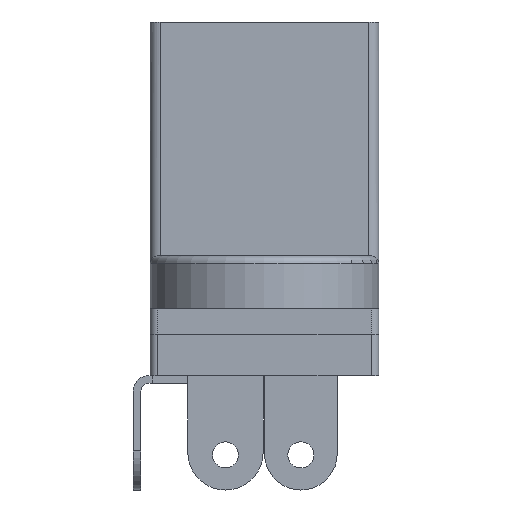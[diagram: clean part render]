
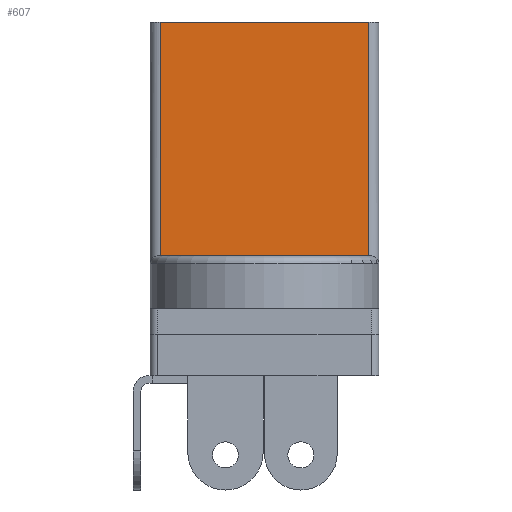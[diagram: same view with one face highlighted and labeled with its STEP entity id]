
A CAD part, front view. The second image highlights one B-rep face of the part: STEP entity #607.
In plain terms, the highlighted planar face has unit normal (0, -1, 0).
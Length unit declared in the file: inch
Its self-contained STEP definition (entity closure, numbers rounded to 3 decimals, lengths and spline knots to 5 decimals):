
#51 = LINE ( 'NONE', #2167, #2582 ) ;
#74 = DIRECTION ( 'NONE',  ( 0., 0., -1. ) ) ;
#170 = CARTESIAN_POINT ( 'NONE',  ( 0.15748, -0.27165, 0.35433 ) ) ;
#435 = CARTESIAN_POINT ( 'NONE',  ( -0.15748, -0.27165, 0.35433 ) ) ;
#530 = VERTEX_POINT ( 'NONE', #2079 ) ;
#541 = ORIENTED_EDGE ( 'NONE', *, *, #1936, .F. ) ;
#563 = VERTEX_POINT ( 'NONE', #170 ) ;
#607 = ADVANCED_FACE ( 'NONE', ( #3403 ), #814, .F. ) ;
#628 = LINE ( 'NONE', #1816, #1523 ) ;
#813 = EDGE_CURVE ( 'NONE', #1784, #1256, #51, .T. ) ;
#814 = PLANE ( 'NONE',  #2943 ) ;
#1192 = DIRECTION ( 'NONE',  ( 0., 0., -1. ) ) ;
#1256 = VERTEX_POINT ( 'NONE', #3337 ) ;
#1350 = EDGE_CURVE ( 'NONE', #530, #563, #2234, .T. ) ;
#1523 = VECTOR ( 'NONE', #74, 39.37008 ) ;
#1784 = VERTEX_POINT ( 'NONE', #2549 ) ;
#1816 = CARTESIAN_POINT ( 'NONE',  ( 0.15748, -0.27165, 0.35433 ) ) ;
#1868 = EDGE_CURVE ( 'NONE', #530, #1784, #2401, .T. ) ;
#1870 = ORIENTED_EDGE ( 'NONE', *, *, #813, .T. ) ;
#1921 = VECTOR ( 'NONE', #3683, 39.37008 ) ;
#1936 = EDGE_CURVE ( 'NONE', #563, #1256, #628, .T. ) ;
#2009 = DIRECTION ( 'NONE',  ( 0., 1., 0. ) ) ;
#2079 = CARTESIAN_POINT ( 'NONE',  ( -0.15748, -0.27165, 0.35433 ) ) ;
#2134 = DIRECTION ( 'NONE',  ( 1., 0., 0. ) ) ;
#2153 = CARTESIAN_POINT ( 'NONE',  ( -0.15748, -0.27165, 0.35433 ) ) ;
#2167 = CARTESIAN_POINT ( 'NONE',  ( -0.15748, -0.27165, 0. ) ) ;
#2234 = LINE ( 'NONE', #3366, #1921 ) ;
#2401 = LINE ( 'NONE', #2153, #2619 ) ;
#2549 = CARTESIAN_POINT ( 'NONE',  ( -0.15748, -0.27165, 0. ) ) ;
#2582 = VECTOR ( 'NONE', #2134, 39.37008 ) ;
#2619 = VECTOR ( 'NONE', #1192, 39.37008 ) ;
#2648 = EDGE_LOOP ( 'NONE', ( #1870, #541, #2671, #3438 ) ) ;
#2671 = ORIENTED_EDGE ( 'NONE', *, *, #1350, .F. ) ;
#2943 = AXIS2_PLACEMENT_3D ( 'NONE', #435, #2009, #3163 ) ;
#3163 = DIRECTION ( 'NONE',  ( 0., 0., 1. ) ) ;
#3337 = CARTESIAN_POINT ( 'NONE',  ( 0.15748, -0.27165, 0. ) ) ;
#3366 = CARTESIAN_POINT ( 'NONE',  ( -0.15748, -0.27165, 0.35433 ) ) ;
#3403 = FACE_OUTER_BOUND ( 'NONE', #2648, .T. ) ;
#3438 = ORIENTED_EDGE ( 'NONE', *, *, #1868, .T. ) ;
#3683 = DIRECTION ( 'NONE',  ( 1., 0., 0. ) ) ;
